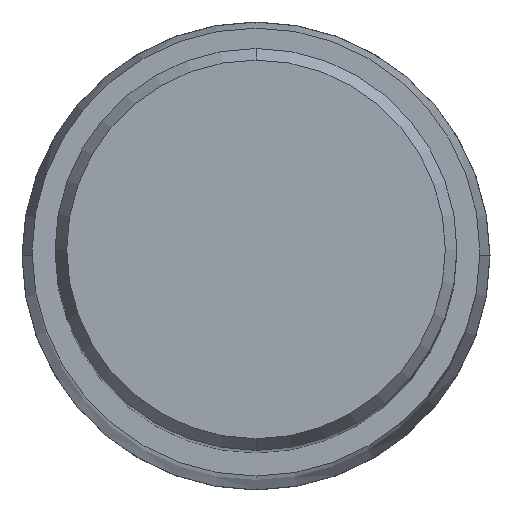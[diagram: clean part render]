
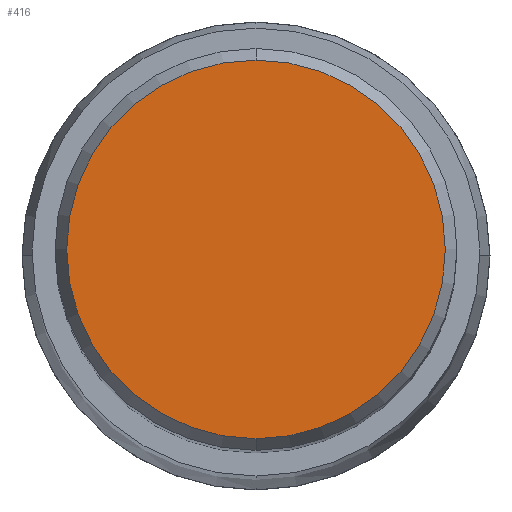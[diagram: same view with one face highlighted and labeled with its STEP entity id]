
A CAD part, top view. The second image highlights one B-rep face of the part: STEP entity #416.
In plain terms, the highlighted planar face has unit normal (0, 0, 1).
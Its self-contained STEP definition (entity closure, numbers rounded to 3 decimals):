
#210=VERTEX_POINT('',#544);
#228=EDGE_CURVE('',#374,#210,#564,.T.);
#374=VERTEX_POINT('',#725);
#416=ADVANCED_FACE('',(#771),#772,.T.);
#418=EDGE_CURVE('',#210,#374,#774,.T.);
#544=CARTESIAN_POINT('',(0.0,14.958,0.0));
#564=CIRCLE('',#933,14.958);
#725=CARTESIAN_POINT('',(0.,-14.958,0.0));
#771=FACE_OUTER_BOUND('',#1196,.T.);
#772=PLANE('',#1197);
#774=CIRCLE('',#1200,14.958);
#933=AXIS2_PLACEMENT_3D('',#1361,#1362,#1363);
#1196=EDGE_LOOP('',(#1658,#1659));
#1197=AXIS2_PLACEMENT_3D('',#1660,#1661,#1662);
#1200=AXIS2_PLACEMENT_3D('',#1663,#1664,#1665);
#1361=CARTESIAN_POINT('',(0.0,0.0,0.0));
#1362=DIRECTION('',(0.0,0.0,-1.0));
#1363=DIRECTION('',(0.0,1.0,0.0));
#1658=ORIENTED_EDGE('',*,*,#418,.F.);
#1659=ORIENTED_EDGE('',*,*,#228,.F.);
#1660=CARTESIAN_POINT('',(0.0,7.479,0.0));
#1661=DIRECTION('',(-0.0,0.0,1.0));
#1662=DIRECTION('',(0.0,-1.0,0.0));
#1663=CARTESIAN_POINT('',(0.0,0.0,0.0));
#1664=DIRECTION('',(0.0,0.0,-1.0));
#1665=DIRECTION('',(0.0,1.0,0.0));
